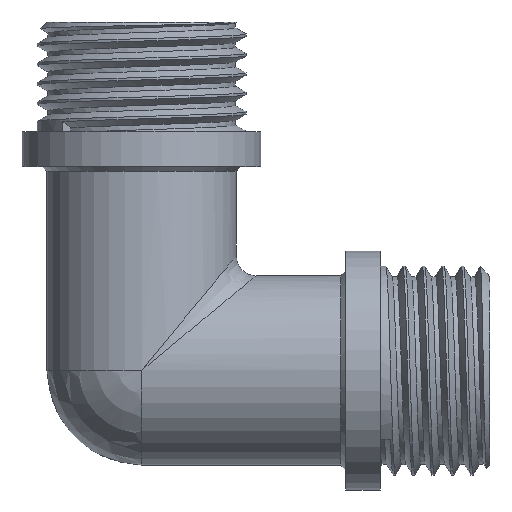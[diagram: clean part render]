
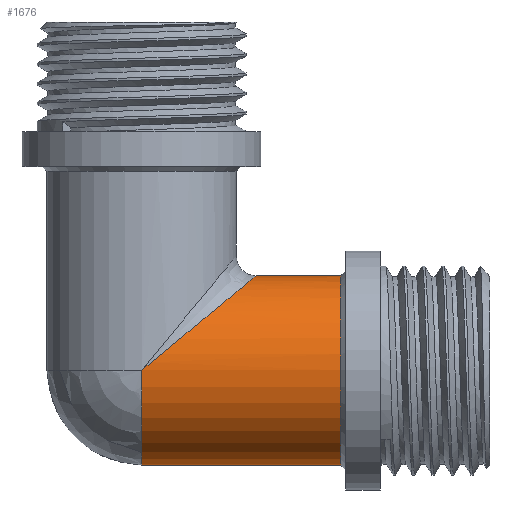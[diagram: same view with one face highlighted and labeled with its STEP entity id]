
A CAD part, top view. The second image highlights one B-rep face of the part: STEP entity #1676.
In plain terms, the highlighted cylindrical face has radius 9.5 mm (diameter 19 mm), a partial arc.
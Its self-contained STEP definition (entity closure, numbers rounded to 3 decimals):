
#2 = CARTESIAN_POINT ( 'NONE',  ( 0., 0., 0. ) ) ;
#270 = FACE_OUTER_BOUND ( 'NONE', #2477, .T. ) ;
#293 = CARTESIAN_POINT ( 'NONE',  ( 0., 0., 9.5 ) ) ;
#529 = VECTOR ( 'NONE', #3786, 1000. ) ;
#605 = CARTESIAN_POINT ( 'NONE',  ( 11.5, 9.5, 0. ) ) ;
#816 = CIRCLE ( 'NONE', #4326, 9.5 ) ;
#907 = ORIENTED_EDGE ( 'NONE', *, *, #2903, .T. ) ;
#922 = CARTESIAN_POINT ( 'NONE',  ( 11.5, 9.5, 0. ) ) ;
#962 = AXIS2_PLACEMENT_3D ( 'NONE', #2097, #4799, #2502 ) ;
#1047 = EDGE_CURVE ( 'NONE', #1144, #1540, #3573, .T. ) ;
#1144 = VERTEX_POINT ( 'NONE', #1557 ) ;
#1488 = CARTESIAN_POINT ( 'NONE',  ( 0., 0., 9.5 ) ) ;
#1540 = VERTEX_POINT ( 'NONE', #2047 ) ;
#1557 = CARTESIAN_POINT ( 'NONE',  ( 20., -9.5, 0. ) ) ;
#1624 = DIRECTION ( 'NONE',  ( -1., 0., 0. ) ) ;
#1676 = ADVANCED_FACE ( 'NONE', ( #270 ), #2198, .T. ) ;
#1917 = CARTESIAN_POINT ( 'NONE',  ( 0., 0., 0. ) ) ;
#2047 = CARTESIAN_POINT ( 'NONE',  ( 0., -9.5, 0. ) ) ;
#2097 = CARTESIAN_POINT ( 'NONE',  ( 20., 0., 0. ) ) ;
#2198 = CYLINDRICAL_SURFACE ( 'NONE', #3255, 9.5 ) ;
#2203 = VERTEX_POINT ( 'NONE', #293 ) ;
#2256 = CARTESIAN_POINT ( 'NONE',  ( 11.5, 9.5, 5.565 ) ) ;
#2332 = DIRECTION ( 'NONE',  ( 0., -1., 0. ) ) ;
#2341 = EDGE_CURVE ( 'NONE', #1540, #2203, #816, .T. ) ;
#2477 = EDGE_LOOP ( 'NONE', ( #907, #3633, #2617, #4074, #2515 ) ) ;
#2485 = CARTESIAN_POINT ( 'NONE',  ( 20., 9.5, 0. ) ) ;
#2502 = DIRECTION ( 'NONE',  ( 0., 1., 0. ) ) ;
#2515 = ORIENTED_EDGE ( 'NONE', *, *, #1047, .F. ) ;
#2617 = ORIENTED_EDGE ( 'NONE', *, *, #4698, .T. ) ;
#2855 = VERTEX_POINT ( 'NONE', #2485 ) ;
#2903 = EDGE_CURVE ( 'NONE', #1144, #2855, #4046, .T. ) ;
#3004 = CARTESIAN_POINT ( 'NONE',  ( 0., -9.5, 0. ) ) ;
#3115 = CARTESIAN_POINT ( 'NONE',  ( 0., 9.5, 0. ) ) ;
#3255 = AXIS2_PLACEMENT_3D ( 'NONE', #2, #4169, #4654 ) ;
#3539 = VERTEX_POINT ( 'NONE', #922 ) ;
#3573 = LINE ( 'NONE', #3004, #4340 ) ;
#3633 = ORIENTED_EDGE ( 'NONE', *, *, #4025, .T. ) ;
#3776 =( BOUNDED_CURVE ( )  B_SPLINE_CURVE ( 3, ( #605, #2256, #3854, #1488 ),
 .UNSPECIFIED., .F., .T. ) 
 B_SPLINE_CURVE_WITH_KNOTS ( ( 4, 4 ),
 ( 3.142, 4.712 ),
 .UNSPECIFIED. ) 
 CURVE ( )  GEOMETRIC_REPRESENTATION_ITEM ( )  RATIONAL_B_SPLINE_CURVE ( ( 1., 0.805, 0.805, 1. ) ) 
 REPRESENTATION_ITEM ( '' )  );
#3786 = DIRECTION ( 'NONE',  ( -1., 0., 0. ) ) ;
#3854 = CARTESIAN_POINT ( 'NONE',  ( 6.737, 5.565, 9.5 ) ) ;
#4025 = EDGE_CURVE ( 'NONE', #2855, #3539, #4726, .T. ) ;
#4046 = CIRCLE ( 'NONE', #962, 9.5 ) ;
#4074 = ORIENTED_EDGE ( 'NONE', *, *, #2341, .F. ) ;
#4169 = DIRECTION ( 'NONE',  ( -1., 0., 0. ) ) ;
#4326 = AXIS2_PLACEMENT_3D ( 'NONE', #1917, #4655, #2332 ) ;
#4340 = VECTOR ( 'NONE', #1624, 1000. ) ;
#4654 = DIRECTION ( 'NONE',  ( 0., -1., 0. ) ) ;
#4655 = DIRECTION ( 'NONE',  ( -1., 0., 0. ) ) ;
#4698 = EDGE_CURVE ( 'NONE', #3539, #2203, #3776, .T. ) ;
#4726 = LINE ( 'NONE', #3115, #529 ) ;
#4799 = DIRECTION ( 'NONE',  ( -1., 0., 0. ) ) ;
